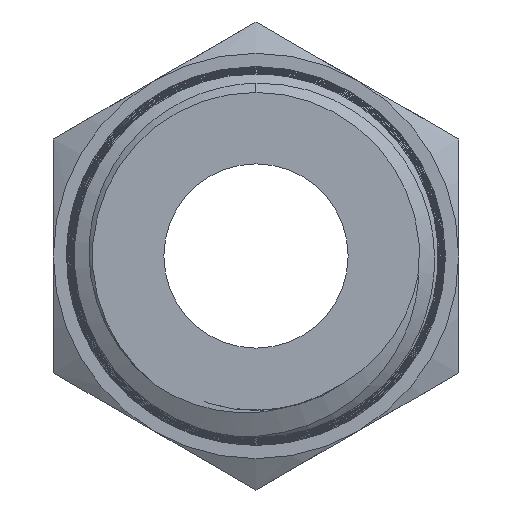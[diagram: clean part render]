
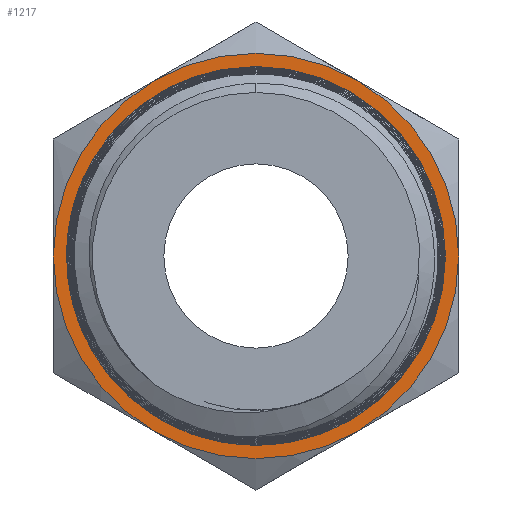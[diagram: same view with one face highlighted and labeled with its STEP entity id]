
A CAD part, left-side view. The second image highlights one B-rep face of the part: STEP entity #1217.
In plain terms, the highlighted face is planar.
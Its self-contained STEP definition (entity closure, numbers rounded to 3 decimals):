
#296=FACE_BOUND('',#377,.T.);
#300=FACE_OUTER_BOUND('',#376,.T.);
#376=EDGE_LOOP('',(#819,#820,#821,#822,#823,#824));
#377=EDGE_LOOP('',(#825));
#460=CIRCLE('',#1303,5.5);
#461=CIRCLE('',#1304,5.5);
#462=CIRCLE('',#1305,5.5);
#463=CIRCLE('',#1306,5.5);
#464=CIRCLE('',#1307,5.5);
#465=CIRCLE('',#1308,5.5);
#466=CIRCLE('',#1309,5.144);
#496=VERTEX_POINT('',#1683);
#497=VERTEX_POINT('',#1684);
#498=VERTEX_POINT('',#1686);
#499=VERTEX_POINT('',#1688);
#500=VERTEX_POINT('',#1690);
#501=VERTEX_POINT('',#1692);
#502=VERTEX_POINT('',#1695);
#622=EDGE_CURVE('',#496,#497,#460,.T.);
#623=EDGE_CURVE('',#498,#496,#461,.T.);
#624=EDGE_CURVE('',#499,#498,#462,.T.);
#625=EDGE_CURVE('',#500,#499,#463,.T.);
#626=EDGE_CURVE('',#501,#500,#464,.T.);
#627=EDGE_CURVE('',#497,#501,#465,.T.);
#628=EDGE_CURVE('',#502,#502,#466,.T.);
#819=ORIENTED_EDGE('',*,*,#622,.F.);
#820=ORIENTED_EDGE('',*,*,#623,.F.);
#821=ORIENTED_EDGE('',*,*,#624,.F.);
#822=ORIENTED_EDGE('',*,*,#625,.F.);
#823=ORIENTED_EDGE('',*,*,#626,.F.);
#824=ORIENTED_EDGE('',*,*,#627,.F.);
#825=ORIENTED_EDGE('',*,*,#628,.T.);
#1207=PLANE('',#1302);
#1217=ADVANCED_FACE('',(#300,#296),#1207,.F.);
#1302=AXIS2_PLACEMENT_3D('',#1682,#1420,#1421);
#1303=AXIS2_PLACEMENT_3D('',#1685,#1422,#1423);
#1304=AXIS2_PLACEMENT_3D('',#1687,#1424,#1425);
#1305=AXIS2_PLACEMENT_3D('',#1689,#1426,#1427);
#1306=AXIS2_PLACEMENT_3D('',#1691,#1428,#1429);
#1307=AXIS2_PLACEMENT_3D('',#1693,#1430,#1431);
#1308=AXIS2_PLACEMENT_3D('',#1694,#1432,#1433);
#1309=AXIS2_PLACEMENT_3D('',#1696,#1434,#1435);
#1420=DIRECTION('center_axis',(0.,0.,
1.));
#1421=DIRECTION('ref_axis',(0.,-1.,0.));
#1422=DIRECTION('center_axis',(0.,0.,
1.));
#1423=DIRECTION('ref_axis',(0.,-1.,0.));
#1424=DIRECTION('center_axis',(0.,0.,
1.));
#1425=DIRECTION('ref_axis',(0.,-1.,0.));
#1426=DIRECTION('center_axis',(0.,0.,
1.));
#1427=DIRECTION('ref_axis',(0.,-1.,0.));
#1428=DIRECTION('center_axis',(0.,0.,
1.));
#1429=DIRECTION('ref_axis',(0.,-1.,0.));
#1430=DIRECTION('center_axis',(0.,0.,
1.));
#1431=DIRECTION('ref_axis',(0.,-1.,0.));
#1432=DIRECTION('center_axis',(0.,0.,
1.));
#1433=DIRECTION('ref_axis',(0.,-1.,0.));
#1434=DIRECTION('center_axis',(0.,0.,1.));
#1435=DIRECTION('ref_axis',(1.,0.,0.));
#1682=CARTESIAN_POINT('Origin',(0.,5.5,
8.));
#1683=CARTESIAN_POINT('',(2.75,-4.763,8.));
#1684=CARTESIAN_POINT('',(5.5,0.,8.));
#1685=CARTESIAN_POINT('Origin',(0.,0.,
8.));
#1686=CARTESIAN_POINT('',(-2.75,-4.763,8.));
#1687=CARTESIAN_POINT('Origin',(0.,0.,
8.));
#1688=CARTESIAN_POINT('',(-5.5,0.,8.));
#1689=CARTESIAN_POINT('Origin',(0.,0.,
8.));
#1690=CARTESIAN_POINT('',(-2.75,4.763,8.));
#1691=CARTESIAN_POINT('Origin',(0.,0.,
8.));
#1692=CARTESIAN_POINT('',(2.75,4.763,8.));
#1693=CARTESIAN_POINT('Origin',(0.,0.,
8.));
#1694=CARTESIAN_POINT('Origin',(0.,0.,
8.));
#1695=CARTESIAN_POINT('',(-5.144,0.,8.));
#1696=CARTESIAN_POINT('Origin',(0.,0.,
8.));
